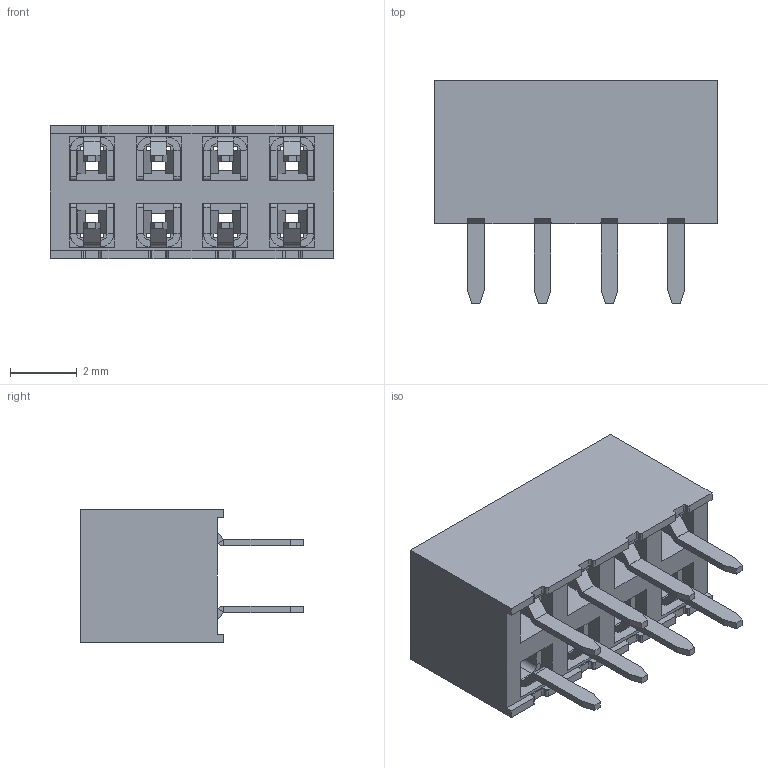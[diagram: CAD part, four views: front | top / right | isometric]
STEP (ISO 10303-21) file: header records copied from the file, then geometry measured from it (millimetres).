
FILE_DESCRIPTION((''),'2;1');
FILE_NAME('M22-7141042_ASM','2013-03-04T',('wbourne'),(''),'PRO/ENGINEER BY PARAMETRIC TECHNOLOGY CORPORATION, 2012230','PRO/ENGINEER BY PARAMETRIC TECHNOLOGY CORPORATION, 2012230','');
FILE_SCHEMA(('CONFIG_CONTROL_DESIGN'));
Length unit declared in the file: millimetre
Products named in the file (3): M22-71410_MOULD; M22-714_CONTACT; M22-7141042_ASM
Assembly tree (9 placements, depth 2):
  M22-7141042_ASM
    M22-71410_MOULD
    M22-714_CONTACT  x8
Bounding box: 8.5 x 6.7 x 4 mm (x, y, z)
Volume: 98.8 mm3; surface area: 511 mm2
Topology: 9 solids, 9 shells, 882 faces, 2072 edges, 1216 vertices
Faces by surface type: plane 610, cylinder 272
Entity records: 10151 total; most frequent: CARTESIAN_POINT 1438, ORIENTED_EDGE 1344, DIRECTION 1332, PRESENTATION_STYLE_ASSIGNMENT 680, STYLED_ITEM 674, CURVE_STYLE 672, EDGE_CURVE 672, VECTOR 548
